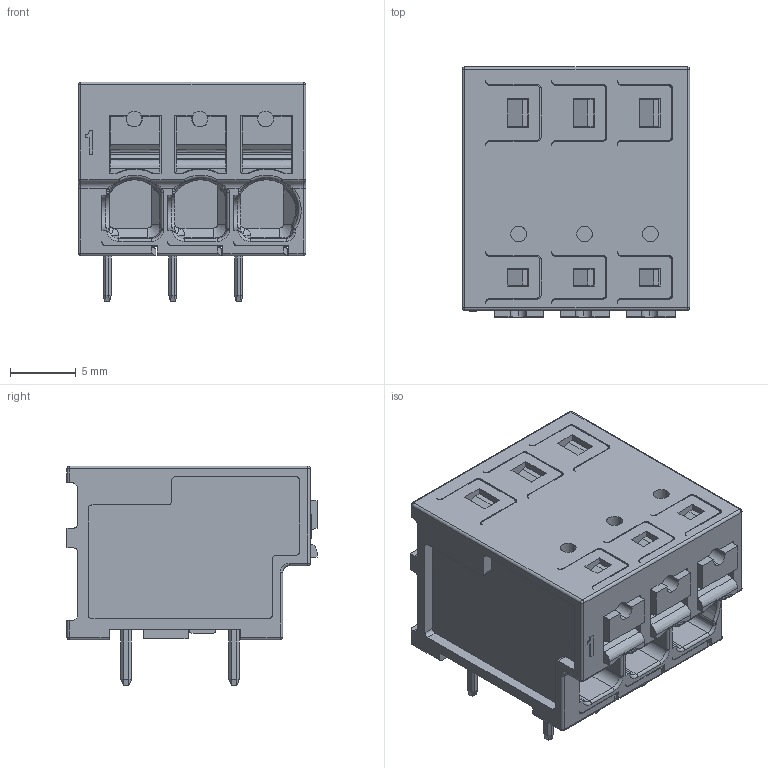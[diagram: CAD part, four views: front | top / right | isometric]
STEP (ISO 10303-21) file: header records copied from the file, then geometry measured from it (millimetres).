
FILE_DESCRIPTION(('CATIA V5 STEP Exchange','CAx-IF Rec.Pracs.--- Model Styling and Organization---1.5--- 2016-08-15','CAx-IF Rec.Pracs.---Supplemental Geometry---1.0---2011-11-01','CAx-IF Rec.Pracs.--- Composite Materials ---1.1---2010-07-15'),'2;1');
FILE_NAME ('1502639-2_1', '2025-08-27T09:57:28+00:00', ('none'), ('Weidmueller'), 'CATIA Version 5-6 Release 2024 SP4', 'CATIA V5 STEP AP214 v3', 'none');
FILE_SCHEMA(('AUTOMOTIVE_DESIGN { 1 0 10303 214 1 1 1 1 }'));
Length unit declared in the file: millimetre
Products named in the file (1): 2913610000
Bounding box: 17.3 x 19 x 16.7 mm (x, y, z)
Volume: 3145.1 mm3; surface area: 3122.3 mm2
Topology: 1 solids, 3 shells, 1304 faces, 3492 edges, 2241 vertices
Faces by surface type: plane 828, cylinder 260, bspline 98, extrusion 61, sphere 22, torus 21, cone 14
Entity records: 43584 total; most frequent: CARTESIAN_POINT 12555, ORIENTED_EDGE 6946, DIRECTION 4692, EDGE_CURVE 3473, VECTOR 2422, LINE 2361, VERTEX_POINT 2241, EDGE_LOOP 1400
